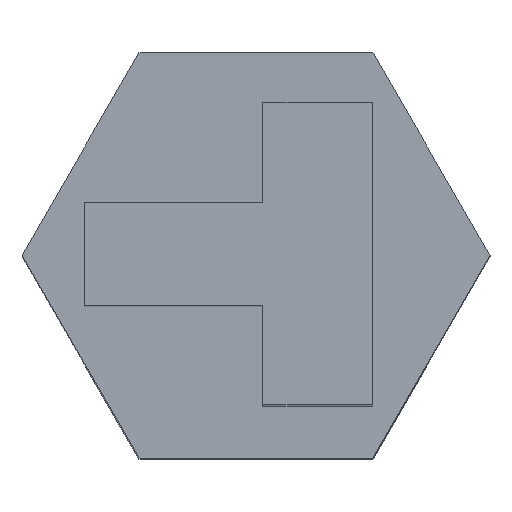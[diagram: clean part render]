
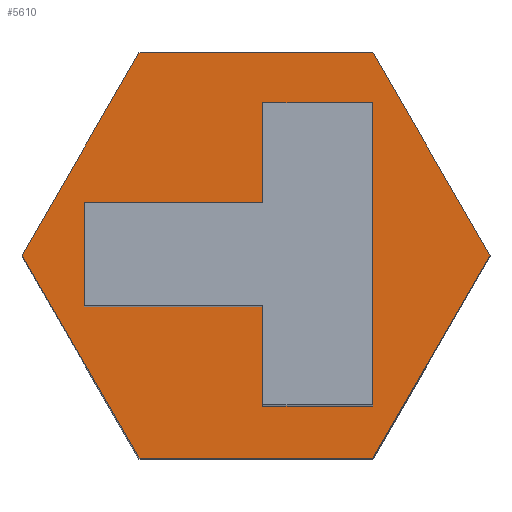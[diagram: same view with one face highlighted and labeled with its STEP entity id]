
A CAD part, top view. The second image highlights one B-rep face of the part: STEP entity #5610.
In plain terms, the highlighted face is planar.
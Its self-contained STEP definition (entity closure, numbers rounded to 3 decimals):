
#700=CARTESIAN_POINT('',(79.007,46.948,15.705));
#710=VERTEX_POINT('',#700);
#740=CARTESIAN_POINT('',(80.706,46.948,15.705));
#750=DIRECTION('',(1.,0.,0.));
#760=VECTOR('',#750,1.);
#770=LINE('',#740,#760);
#780=CARTESIAN_POINT('',(80.607,46.948,15.705));
#790=VERTEX_POINT('',#780);
#800=EDGE_CURVE('',#710,#790,#770,.T.);
#1100=CARTESIAN_POINT('',(83.206,49.898,15.705));
#1110=VERTEX_POINT('',#1100);
#1140=CARTESIAN_POINT('',(80.706,49.898,15.705));
#1150=DIRECTION('',(-1.,0.,0.));
#1160=VECTOR('',#1150,1.);
#1170=LINE('',#1140,#1160);
#1180=CARTESIAN_POINT('',(80.607,49.898,15.705));
#1190=VERTEX_POINT('',#1180);
#1200=EDGE_CURVE('',#1110,#1190,#1170,.T.);
#1480=CARTESIAN_POINT('',(83.206,48.398,15.705));
#1490=VERTEX_POINT('',#1480);
#1520=CARTESIAN_POINT('',(83.206,49.148,15.705));
#1530=DIRECTION('',(0.,1.,0.));
#1540=VECTOR('',#1530,1.);
#1550=LINE('',#1520,#1540);
#1560=EDGE_CURVE('',#1490,#1110,#1550,.T.);
#2820=CARTESIAN_POINT('',(77.3,49.148,15.705));
#2830=VERTEX_POINT('',#2820);
#2860=CARTESIAN_POINT('',(77.3,49.148,15.705));
#2870=DIRECTION('',(-0.5,-0.866,0.));
#2880=VECTOR('',#2870,1.);
#2890=LINE('',#2860,#2880);
#2900=CARTESIAN_POINT('',(79.003,52.098,15.705));
#2910=VERTEX_POINT('',#2900);
#2920=EDGE_CURVE('',#2910,#2830,#2890,.T.);
#3080=CARTESIAN_POINT('',(80.706,48.398,15.705));
#3090=DIRECTION('',(1.,0.,0.));
#3100=VECTOR('',#3090,1.);
#3110=LINE('',#3080,#3100);
#3120=CARTESIAN_POINT('',(80.607,48.398,15.705));
#3130=VERTEX_POINT('',#3120);
#3140=EDGE_CURVE('',#3130,#1490,#3110,.T.);
#3370=CARTESIAN_POINT('',(79.007,51.348,15.705));
#3380=VERTEX_POINT('',#3370);
#3410=CARTESIAN_POINT('',(79.007,49.148,15.705));
#3420=DIRECTION('',(0.,-1.,0.));
#3430=VECTOR('',#3420,1.);
#3440=LINE('',#3410,#3430);
#3450=EDGE_CURVE('',#3380,#710,#3440,.T.);
#3580=CARTESIAN_POINT('',(80.607,49.148,15.705));
#3590=DIRECTION('',(0.,1.,0.));
#3600=VECTOR('',#3590,1.);
#3610=LINE('',#3580,#3600);
#3620=CARTESIAN_POINT('',(80.607,51.348,15.705));
#3630=VERTEX_POINT('',#3620);
#3640=EDGE_CURVE('',#1190,#3630,#3610,.T.);
#3820=CARTESIAN_POINT('',(80.706,51.348,15.705));
#3830=DIRECTION('',(-1.,0.,0.));
#3840=VECTOR('',#3830,1.);
#3850=LINE('',#3820,#3840);
#3860=EDGE_CURVE('',#3630,#3380,#3850,.T.);
#4810=CARTESIAN_POINT('',(79.003,46.198,15.705));
#4820=VERTEX_POINT('',#4810);
#4850=CARTESIAN_POINT('',(77.3,49.148,15.705));
#4860=DIRECTION('',(0.5,-0.866,0.));
#4870=VECTOR('',#4860,1.);
#4880=LINE('',#4850,#4870);
#4890=EDGE_CURVE('',#2830,#4820,#4880,.T.);
#5020=CARTESIAN_POINT('',(80.607,49.148,15.705));
#5030=DIRECTION('',(0.,1.,0.));
#5040=VECTOR('',#5030,1.);
#5050=LINE('',#5020,#5040);
#5060=EDGE_CURVE('',#790,#3130,#5050,.T.);
#5120=CARTESIAN_POINT('',(80.202,48.72,
15.705));
#5130=DIRECTION('',(0.,0.,-1.));
#5140=DIRECTION('',(-1.,0.,0.));
#5150=AXIS2_PLACEMENT_3D('',#5120,#5130,#5140);
#5160=PLANE('',#5150);
#5170=ORIENTED_EDGE('',*,*,#1200,.T.);
#5180=ORIENTED_EDGE('',*,*,#1560,.T.);
#5190=ORIENTED_EDGE('',*,*,#3140,.T.);
#5200=ORIENTED_EDGE('',*,*,#5060,.T.);
#5210=ORIENTED_EDGE('',*,*,#800,.T.);
#5220=ORIENTED_EDGE('',*,*,#3450,.T.);
#5230=ORIENTED_EDGE('',*,*,#3860,.T.);
#5240=ORIENTED_EDGE('',*,*,#3640,.T.);
#5250=EDGE_LOOP('',(#5240,#5230,#5220,#5210,#5200,#5190,#5180,#5170));
#5260=FACE_BOUND('',#5250,.T.);
#5270=CARTESIAN_POINT('',(84.113,49.148,15.705));
#5280=DIRECTION('',(-0.5,0.866,0.));
#5290=VECTOR('',#5280,1.);
#5300=LINE('',#5270,#5290);
#5310=CARTESIAN_POINT('',(84.113,49.148,15.705));
#5320=VERTEX_POINT('',#5310);
#5330=CARTESIAN_POINT('',(82.41,52.098,15.705));
#5340=VERTEX_POINT('',#5330);
#5350=EDGE_CURVE('',#5320,#5340,#5300,.T.);
#5360=ORIENTED_EDGE('',*,*,#5350,.F.);
#5370=CARTESIAN_POINT('',(80.706,52.098,15.705));
#5380=DIRECTION('',(-1.,0.,0.));
#5390=VECTOR('',#5380,1.);
#5400=LINE('',#5370,#5390);
#5410=EDGE_CURVE('',#5340,#2910,#5400,.T.);
#5420=ORIENTED_EDGE('',*,*,#5410,.F.);
#5430=ORIENTED_EDGE('',*,*,#2920,.F.);
#5440=ORIENTED_EDGE('',*,*,#4890,.F.);
#5450=CARTESIAN_POINT('',(80.706,46.198,15.705));
#5460=DIRECTION('',(1.,0.,0.));
#5470=VECTOR('',#5460,1.);
#5480=LINE('',#5450,#5470);
#5490=CARTESIAN_POINT('',(82.41,46.198,15.705));
#5500=VERTEX_POINT('',#5490);
#5510=EDGE_CURVE('',#4820,#5500,#5480,.T.);
#5520=ORIENTED_EDGE('',*,*,#5510,.F.);
#5530=CARTESIAN_POINT('',(84.113,49.148,15.705));
#5540=DIRECTION('',(0.5,0.866,0.));
#5550=VECTOR('',#5540,1.);
#5560=LINE('',#5530,#5550);
#5570=EDGE_CURVE('',#5500,#5320,#5560,.T.);
#5580=ORIENTED_EDGE('',*,*,#5570,.F.);
#5590=EDGE_LOOP('',(#5580,#5520,#5440,#5430,#5420,#5360));
#5600=FACE_OUTER_BOUND('',#5590,.T.);
#5610=ADVANCED_FACE('',(#5260,#5600),#5160,.T.);
